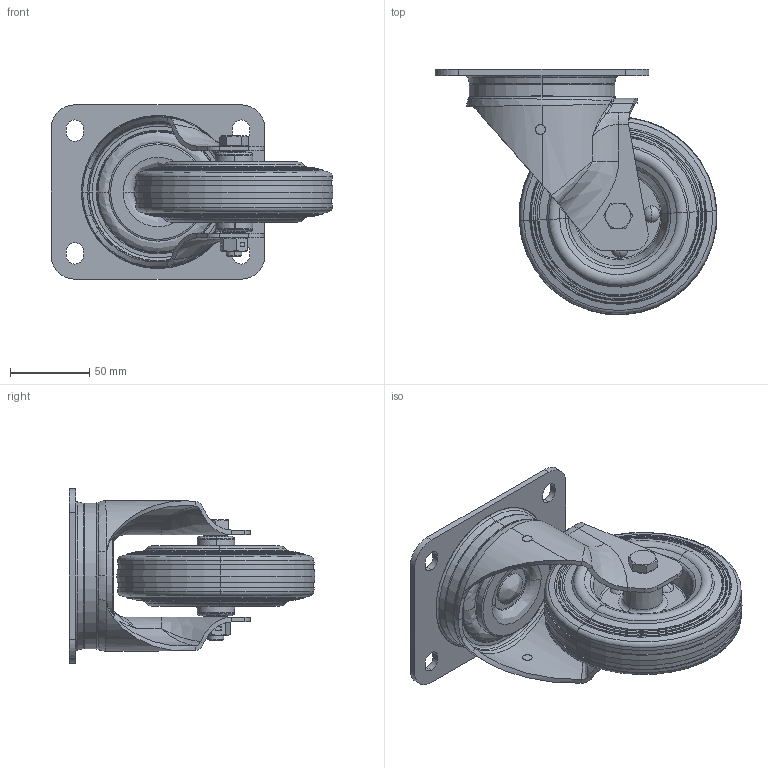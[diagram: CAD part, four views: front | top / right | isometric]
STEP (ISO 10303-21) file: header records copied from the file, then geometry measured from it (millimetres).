
FILE_DESCRIPTION (( 'STEP AP214' ), '1' );
FILE_NAME ('0035811_L-IK-SGS-125-R-3-GP.STEP', '2016-07-13T08:17:20', ( '' ), ( '' ), 'SwSTEP 2.0', 'SolidWorks 2016', '' );
FILE_SCHEMA (( 'AUTOMOTIVE_DESIGN' ));
Length unit declared in the file: millimetre
Products named in the file (1): 0035811_L-IK-SGS-125-R-3-GP
Bounding box: 177.92 x 154.92 x 110 mm (x, y, z)
Surface area: 201047.4 mm2 (no closed solid volume)
Topology: 0 solids, 25 shells, 688 faces, 1645 edges, 1003 vertices
Faces by surface type: bspline 192, cone 150, plane 126, cylinder 124, torus 96
Entity records: 40845 total; most frequent: CARTESIAN_POINT 18317, ORIENTED_EDGE 3176, DIRECTION 2921, EDGE_CURVE 1627, AXIS2_PLACEMENT_3D 1241, VERTEX_POINT 1003, EDGE_LOOP 778, CIRCLE 744
